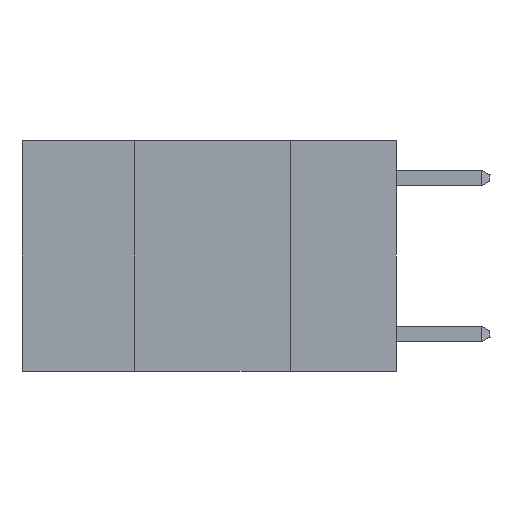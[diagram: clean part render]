
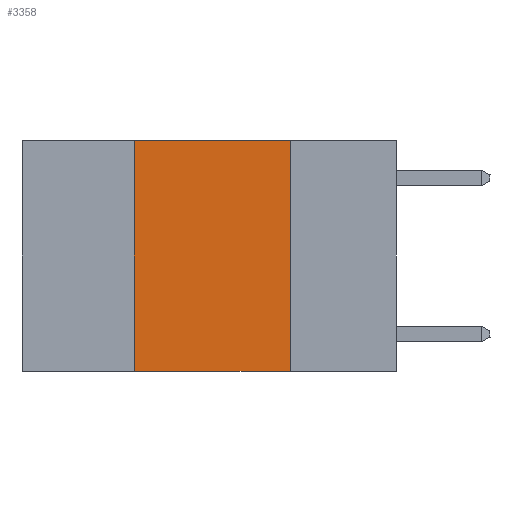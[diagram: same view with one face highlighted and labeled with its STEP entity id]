
A CAD part, left-side view. The second image highlights one B-rep face of the part: STEP entity #3358.
In plain terms, the highlighted planar face has unit normal (-1, 0, 0).
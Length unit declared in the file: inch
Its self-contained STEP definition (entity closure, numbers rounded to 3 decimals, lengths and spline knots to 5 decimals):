
#1672 = VECTOR ( 'NONE', #2006, 39.37008 ) ;
#1917 = CARTESIAN_POINT ( 'NONE',  ( 0., 0.6, -0.37 ) ) ;
#2006 = DIRECTION ( 'NONE',  ( 0., -1., 0. ) ) ;
#2201 = EDGE_CURVE ( 'NONE', #21280, #23644, #13156, .T. ) ;
#2353 = CARTESIAN_POINT ( 'NONE',  ( 0., 0.42, 0. ) ) ;
#3358 = ADVANCED_FACE ( 'NONE', ( #16909 ), #13758, .F. ) ;
#4064 = ORIENTED_EDGE ( 'NONE', *, *, #2201, .F. ) ;
#4082 = VECTOR ( 'NONE', #17735, 39.37008 ) ;
#4100 = CARTESIAN_POINT ( 'NONE',  ( 0., 0.17, -0.37 ) ) ;
#4810 = VECTOR ( 'NONE', #12675, 39.37008 ) ;
#4915 = LINE ( 'NONE', #22182, #1672 ) ;
#5891 = LINE ( 'NONE', #1917, #18227 ) ;
#5962 = VERTEX_POINT ( 'NONE', #4100 ) ;
#10863 = VERTEX_POINT ( 'NONE', #17977 ) ;
#11045 = EDGE_CURVE ( 'NONE', #21280, #5962, #5891, .T. ) ;
#11446 = EDGE_CURVE ( 'NONE', #23644, #10863, #4915, .T. ) ;
#11882 = EDGE_LOOP ( 'NONE', ( #14605, #21453, #4064, #15578 ) ) ;
#12675 = DIRECTION ( 'NONE',  ( 0., 0., -1. ) ) ;
#13021 = DIRECTION ( 'NONE',  ( 0., -1., 0. ) ) ;
#13145 = EDGE_CURVE ( 'NONE', #10863, #5962, #16899, .T. ) ;
#13156 = LINE ( 'NONE', #14116, #4082 ) ;
#13384 = CARTESIAN_POINT ( 'NONE',  ( 0., 0.42, -0.37 ) ) ;
#13758 = PLANE ( 'NONE',  #15739 ) ;
#14116 = CARTESIAN_POINT ( 'NONE',  ( 0., 0.42, 0. ) ) ;
#14605 = ORIENTED_EDGE ( 'NONE', *, *, #13145, .F. ) ;
#15093 = CARTESIAN_POINT ( 'NONE',  ( 0., 0.17, 0. ) ) ;
#15100 = DIRECTION ( 'NONE',  ( 0., 0., -1. ) ) ;
#15221 = CARTESIAN_POINT ( 'NONE',  ( 0., 0.6, 0. ) ) ;
#15578 = ORIENTED_EDGE ( 'NONE', *, *, #11045, .T. ) ;
#15739 = AXIS2_PLACEMENT_3D ( 'NONE', #15221, #19196, #15100 ) ;
#16899 = LINE ( 'NONE', #15093, #4810 ) ;
#16909 = FACE_OUTER_BOUND ( 'NONE', #11882, .T. ) ;
#17735 = DIRECTION ( 'NONE',  ( 0., 0., 1. ) ) ;
#17977 = CARTESIAN_POINT ( 'NONE',  ( 0., 0.17, 0. ) ) ;
#18227 = VECTOR ( 'NONE', #13021, 39.37008 ) ;
#19196 = DIRECTION ( 'NONE',  ( 1., 0., 0. ) ) ;
#21280 = VERTEX_POINT ( 'NONE', #13384 ) ;
#21453 = ORIENTED_EDGE ( 'NONE', *, *, #11446, .F. ) ;
#22182 = CARTESIAN_POINT ( 'NONE',  ( 0., 0.6, 0. ) ) ;
#23644 = VERTEX_POINT ( 'NONE', #2353 ) ;
